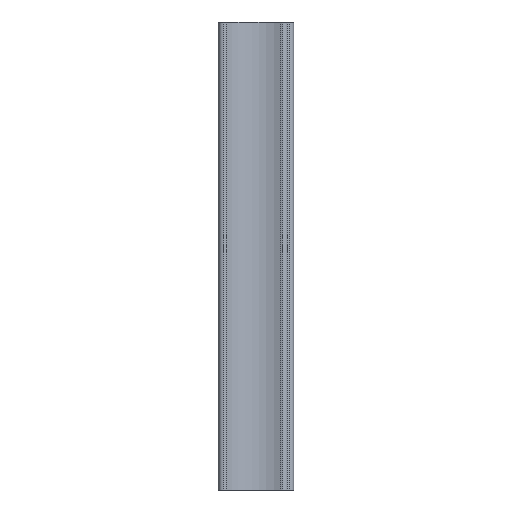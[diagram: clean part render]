
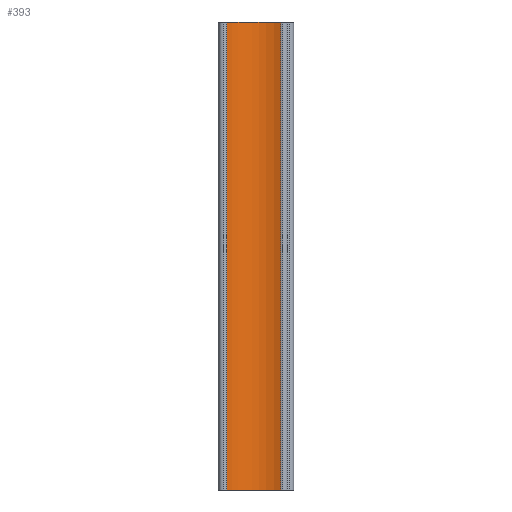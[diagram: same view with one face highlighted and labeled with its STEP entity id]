
A CAD part, left-side view. The second image highlights one B-rep face of the part: STEP entity #393.
In plain terms, the highlighted cylindrical face has radius 10 mm (diameter 20 mm), a partial arc.
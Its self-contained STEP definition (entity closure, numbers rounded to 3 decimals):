
#9 = EDGE_CURVE ( 'NONE', #26, #114, #73, .T. ) ;
#26 = VERTEX_POINT ( 'NONE', #317 ) ;
#39 = CARTESIAN_POINT ( 'NONE',  ( -19.646, 5.812, 50. ) ) ;
#47 = CYLINDRICAL_SURFACE ( 'NONE', #184, 10. ) ;
#66 = CARTESIAN_POINT ( 'NONE',  ( -26.104, -1.824, -50. ) ) ;
#73 = CIRCLE ( 'NONE', #256, 10. ) ;
#114 = VERTEX_POINT ( 'NONE', #324 ) ;
#119 = ORIENTED_EDGE ( 'NONE', *, *, #537, .F. ) ;
#161 = CARTESIAN_POINT ( 'NONE',  ( -19.646, 5.812, -50. ) ) ;
#184 = AXIS2_PLACEMENT_3D ( 'NONE', #558, #578, #263 ) ;
#201 = DIRECTION ( 'NONE',  ( -1., 0., 0. ) ) ;
#211 = DIRECTION ( 'NONE',  ( 0., 0., -1. ) ) ;
#256 = AXIS2_PLACEMENT_3D ( 'NONE', #462, #300, #468 ) ;
#263 = DIRECTION ( 'NONE',  ( -1., 0., 0. ) ) ;
#273 = EDGE_LOOP ( 'NONE', ( #361, #119, #555, #922 ) ) ;
#293 = VERTEX_POINT ( 'NONE', #504 ) ;
#300 = DIRECTION ( 'NONE',  ( 0., 0., -1. ) ) ;
#317 = CARTESIAN_POINT ( 'NONE',  ( -19.646, 5.812, 50. ) ) ;
#319 = CIRCLE ( 'NONE', #931, 10. ) ;
#324 = CARTESIAN_POINT ( 'NONE',  ( -16.919, -5.778, 50. ) ) ;
#361 = ORIENTED_EDGE ( 'NONE', *, *, #442, .T. ) ;
#393 = ADVANCED_FACE ( 'NONE', ( #533 ), #47, .F. ) ;
#442 = EDGE_CURVE ( 'NONE', #572, #293, #319, .T. ) ;
#462 = CARTESIAN_POINT ( 'NONE',  ( -26.104, -1.824, 50. ) ) ;
#468 = DIRECTION ( 'NONE',  ( -1., 0., 0. ) ) ;
#504 = CARTESIAN_POINT ( 'NONE',  ( -16.919, -5.778, -50. ) ) ;
#529 = LINE ( 'NONE', #39, #915 ) ;
#533 = FACE_OUTER_BOUND ( 'NONE', #273, .T. ) ;
#537 = EDGE_CURVE ( 'NONE', #114, #293, #919, .T. ) ;
#555 = ORIENTED_EDGE ( 'NONE', *, *, #9, .F. ) ;
#558 = CARTESIAN_POINT ( 'NONE',  ( -26.104, -1.824, 50. ) ) ;
#572 = VERTEX_POINT ( 'NONE', #161 ) ;
#578 = DIRECTION ( 'NONE',  ( 0., 0., -1. ) ) ;
#609 = DIRECTION ( 'NONE',  ( 0., 0., -1. ) ) ;
#746 = CARTESIAN_POINT ( 'NONE',  ( -16.919, -5.778, 50. ) ) ;
#756 = VECTOR ( 'NONE', #609, 1000. ) ;
#815 = DIRECTION ( 'NONE',  ( 0., 0., -1. ) ) ;
#908 = EDGE_CURVE ( 'NONE', #26, #572, #529, .T. ) ;
#915 = VECTOR ( 'NONE', #815, 1000. ) ;
#919 = LINE ( 'NONE', #746, #756 ) ;
#922 = ORIENTED_EDGE ( 'NONE', *, *, #908, .T. ) ;
#931 = AXIS2_PLACEMENT_3D ( 'NONE', #66, #211, #201 ) ;
